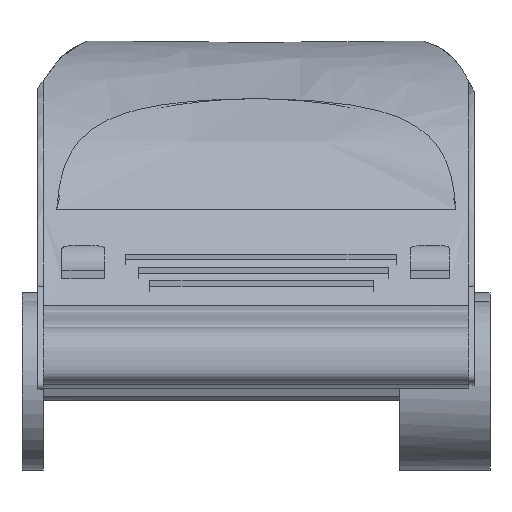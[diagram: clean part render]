
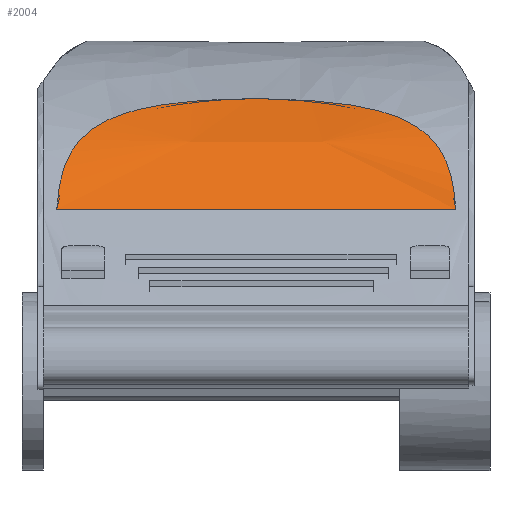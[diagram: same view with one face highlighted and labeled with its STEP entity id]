
A CAD part, front view. The second image highlights one B-rep face of the part: STEP entity #2004.
In plain terms, the highlighted free-form (B-spline) face has degree [2, 3] with [3, 4] control points.
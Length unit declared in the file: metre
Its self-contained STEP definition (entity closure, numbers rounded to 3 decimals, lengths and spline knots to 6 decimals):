
#20=(
BOUNDED_SURFACE()
B_SPLINE_SURFACE(2,3,((#5727,#5728,#5729,#5730),(#5731,#5732,#5733,#5734),
(#5735,#5736,#5737,#5738)),.SURF_OF_LINEAR_EXTRUSION.,.F.,.F.,.F.)
B_SPLINE_SURFACE_WITH_KNOTS((3,3),(4,4),(0.242493,0.793314),
(-0.00922,0.028743),.PIECEWISE_BEZIER_KNOTS.)
GEOMETRIC_REPRESENTATION_ITEM()
RATIONAL_B_SPLINE_SURFACE(((0.853,0.853,0.853,
0.853),(0.74,0.74,0.74,
0.74),(0.869,0.869,0.869,
0.869)))
REPRESENTATION_ITEM('')
SURFACE()
);
#91=B_SPLINE_CURVE_WITH_KNOTS('',3,(#3653,#3654,#3655,#3656),
 .UNSPECIFIED.,.F.,.F.,(4,4),(0.,1.),.UNSPECIFIED.);
#93=B_SPLINE_CURVE_WITH_KNOTS('',3,(#3669,#3670,#3671,#3672),
 .UNSPECIFIED.,.F.,.F.,(4,4),(0.,1.),.UNSPECIFIED.);
#154=B_SPLINE_CURVE_WITH_KNOTS('',3,(#5170,#5171,#5172,#5173,#5174,#5175,
#5176,#5177,#5178,#5179,#5180,#5181,#5182,#5183,#5184,#5185,#5186,#5187,
#5188,#5189,#5190,#5191,#5192,#5193,#5194,#5195,#5196),.UNSPECIFIED.,.F.,
 .F.,(4,1,1,1,1,1,1,1,1,1,1,1,1,1,1,1,1,1,1,1,1,1,1,1,4),(0.,0.125,0.25,
0.3125,0.375,0.40625,0.4375,0.46875,0.484375,0.492188,0.5,0.507813,0.515625,
0.53125,0.5625,0.59375,0.625,0.6875,0.71875,0.75,0.78125,0.8125,0.875,0.9375,
1.),.UNSPECIFIED.);
#155=B_SPLINE_CURVE_WITH_KNOTS('',3,(#5211,#5212,#5213,#5214,#5215,#5216,
#5217,#5218,#5219,#5220,#5221,#5222,#5223,#5224,#5225,#5226,#5227,#5228,
#5229,#5230,#5231,#5232,#5233,#5234,#5235,#5236,#5237),.UNSPECIFIED.,.F.,
 .F.,(4,1,1,1,1,1,1,1,1,1,1,1,1,1,1,1,1,1,1,1,1,1,1,1,4),(0.,0.0625,0.125,
0.1875,0.21875,0.25,0.28125,0.3125,0.375,0.40625,0.4375,0.46875,0.484375,
0.492188,0.5,0.507813,0.515625,0.53125,0.5625,0.59375,0.625,0.6875,0.75,
0.875,1.),.UNSPECIFIED.);
#525=ORIENTED_EDGE('',*,*,#793,.F.);
#526=ORIENTED_EDGE('',*,*,#882,.F.);
#527=ORIENTED_EDGE('',*,*,#791,.F.);
#528=ORIENTED_EDGE('',*,*,#881,.F.);
#791=EDGE_CURVE('',#1053,#1054,#91,.T.);
#793=EDGE_CURVE('',#1055,#1052,#93,.T.);
#881=EDGE_CURVE('',#1052,#1053,#154,.T.);
#882=EDGE_CURVE('',#1054,#1055,#155,.T.);
#1052=VERTEX_POINT('',#3651);
#1053=VERTEX_POINT('',#3652);
#1054=VERTEX_POINT('',#3657);
#1055=VERTEX_POINT('',#3668);
#1478=EDGE_LOOP('',(#525,#526,#527,#528));
#1666=FACE_BOUND('',#1478,.T.);
#2004=ADVANCED_FACE('',(#1666),#20,.T.);
#3651=CARTESIAN_POINT('',(0.020705,-0.021027,0.018181));
#3652=CARTESIAN_POINT('',(0.038782,-0.031944,0.007795));
#3653=CARTESIAN_POINT('',(0.038782,-0.031944,0.007795));
#3654=CARTESIAN_POINT('',(0.026277,-0.031944,0.007795));
#3655=CARTESIAN_POINT('',(0.013773,-0.031944,0.007795));
#3656=CARTESIAN_POINT('',(0.001268,-0.031944,0.007795));
#3657=CARTESIAN_POINT('',(0.001268,-0.031944,0.007795));
#3668=CARTESIAN_POINT('',(0.019462,-0.021026,0.018181));
#3669=CARTESIAN_POINT('',(0.019462,-0.021026,0.018174));
#3670=CARTESIAN_POINT('',(0.019876,-0.021026,0.018174));
#3671=CARTESIAN_POINT('',(0.020291,-0.021026,0.018174));
#3672=CARTESIAN_POINT('',(0.020705,-0.021026,0.018174));
#5170=CARTESIAN_POINT('',(0.020705,-0.021028,0.01818));
#5171=CARTESIAN_POINT('',(0.022081,-0.02106,0.018169));
#5172=CARTESIAN_POINT('',(0.024712,-0.021315,0.018082));
#5173=CARTESIAN_POINT('',(0.027582,-0.02199,0.017813));
#5174=CARTESIAN_POINT('',(0.029595,-0.022675,0.017502));
#5175=CARTESIAN_POINT('',(0.030733,-0.023149,0.017267));
#5176=CARTESIAN_POINT('',(0.031573,-0.023549,0.017054));
#5177=CARTESIAN_POINT('',(0.032167,-0.023857,0.016884));
#5178=CARTESIAN_POINT('',(0.032636,-0.024121,0.01673));
#5179=CARTESIAN_POINT('',(0.032943,-0.024304,0.01662));
#5180=CARTESIAN_POINT('',(0.033124,-0.024415,0.016551));
#5181=CARTESIAN_POINT('',(0.033231,-0.024481,0.01651));
#5182=CARTESIAN_POINT('',(0.033438,-0.024613,0.016427));
#5183=CARTESIAN_POINT('',(0.033672,-0.024768,0.016328));
#5184=CARTESIAN_POINT('',(0.034085,-0.025051,0.016141));
#5185=CARTESIAN_POINT('',(0.034629,-0.025456,0.015861));
#5186=CARTESIAN_POINT('',(0.035227,-0.025951,0.015495));
#5187=CARTESIAN_POINT('',(0.035947,-0.026616,0.014969));
#5188=CARTESIAN_POINT('',(0.036557,-0.027279,0.014389));
#5189=CARTESIAN_POINT('',(0.037072,-0.027941,0.013745));
#5190=CARTESIAN_POINT('',(0.0374,-0.028411,0.013256));
#5191=CARTESIAN_POINT('',(0.03773,-0.028949,0.012653));
#5192=CARTESIAN_POINT('',(0.038081,-0.029613,0.01184));
#5193=CARTESIAN_POINT('',(0.038411,-0.030398,0.010752));
#5194=CARTESIAN_POINT('',(0.038663,-0.031261,0.009303));
#5195=CARTESIAN_POINT('',(0.03875,-0.031732,0.008306));
#5196=CARTESIAN_POINT('',(0.038782,-0.031944,0.007795));
#5211=CARTESIAN_POINT('',(0.001268,-0.031944,0.007795));
#5212=CARTESIAN_POINT('',(0.0013,-0.031732,0.008305));
#5213=CARTESIAN_POINT('',(0.001387,-0.031262,0.009299));
#5214=CARTESIAN_POINT('',(0.001636,-0.030405,0.010742));
#5215=CARTESIAN_POINT('',(0.001967,-0.029616,0.011837));
#5216=CARTESIAN_POINT('',(0.00232,-0.028949,0.012652));
#5217=CARTESIAN_POINT('',(0.002651,-0.02841,0.013258));
#5218=CARTESIAN_POINT('',(0.002981,-0.027937,0.01375));
#5219=CARTESIAN_POINT('',(0.0035,-0.027271,0.014397));
#5220=CARTESIAN_POINT('',(0.004114,-0.026603,0.014979));
#5221=CARTESIAN_POINT('',(0.004841,-0.025935,0.015507));
#5222=CARTESIAN_POINT('',(0.005444,-0.025437,0.015875));
#5223=CARTESIAN_POINT('',(0.005994,-0.02503,0.016156));
#5224=CARTESIAN_POINT('',(0.006411,-0.024745,0.016342));
#5225=CARTESIAN_POINT('',(0.006648,-0.02459,0.016442));
#5226=CARTESIAN_POINT('',(0.006857,-0.024457,0.016525));
#5227=CARTESIAN_POINT('',(0.006964,-0.024391,0.016566));
#5228=CARTESIAN_POINT('',(0.007147,-0.024279,0.016634));
#5229=CARTESIAN_POINT('',(0.007456,-0.024096,0.016744));
#5230=CARTESIAN_POINT('',(0.007929,-0.023832,0.016898));
#5231=CARTESIAN_POINT('',(0.008527,-0.023524,0.017068));
#5232=CARTESIAN_POINT('',(0.009372,-0.023124,0.017279));
#5233=CARTESIAN_POINT('',(0.010519,-0.022651,0.017513));
#5234=CARTESIAN_POINT('',(0.012545,-0.021968,0.017823));
#5235=CARTESIAN_POINT('',(0.015434,-0.021298,0.018088));
#5236=CARTESIAN_POINT('',(0.01808,-0.021052,0.018172));
#5237=CARTESIAN_POINT('',(0.019462,-0.021026,0.018181));
#5727=CARTESIAN_POINT('',(0.039007,-0.031944,0.007795));
#5728=CARTESIAN_POINT('',(0.026352,-0.031944,0.007795));
#5729=CARTESIAN_POINT('',(0.013697,-0.031944,0.007795));
#5730=CARTESIAN_POINT('',(0.001043,-0.031944,0.007795));
#5731=CARTESIAN_POINT('',(0.039007,-0.028759,0.015474));
#5732=CARTESIAN_POINT('',(0.026352,-0.028759,0.015474));
#5733=CARTESIAN_POINT('',(0.013697,-0.028759,0.015474));
#5734=CARTESIAN_POINT('',(0.001043,-0.028759,0.015474));
#5735=CARTESIAN_POINT('',(0.039007,-0.021026,0.018181));
#5736=CARTESIAN_POINT('',(0.026352,-0.021026,0.018181));
#5737=CARTESIAN_POINT('',(0.013697,-0.021026,0.018181));
#5738=CARTESIAN_POINT('',(0.001043,-0.021026,0.018181));
